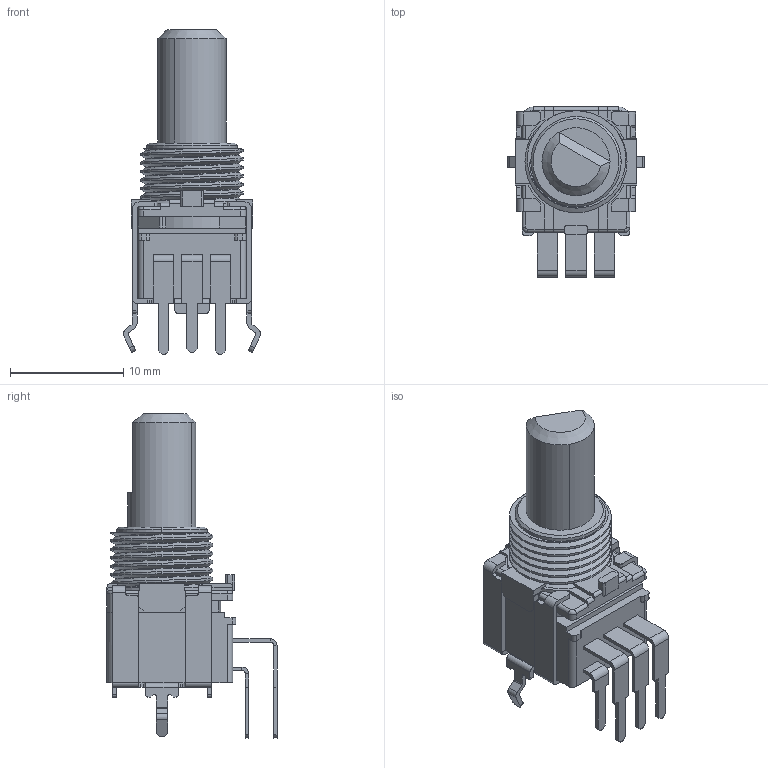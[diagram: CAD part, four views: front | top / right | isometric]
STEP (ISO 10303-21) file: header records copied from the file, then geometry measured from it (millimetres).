
FILE_DESCRIPTION (( 'STEP AP214' ), '1' );
FILE_NAME ('RK09L12-L15V.STEP', '2012-01-19T06:00:28', ( '' ), ( '' ), 'SwSTEP 2.0', 'SolidWorks 2010', '' );
FILE_SCHEMA (( 'AUTOMOTIVE_DESIGN' ));
Length unit declared in the file: millimetre
Products named in the file (1): RK09L12-L15V
Bounding box: 12.1 x 15 x 28.64 mm (x, y, z)
Volume: 1523.2 mm3; surface area: 1445.7 mm2
Topology: 1 solids, 1 shells, 444 faces, 1224 edges, 782 vertices
Faces by surface type: plane 280, cylinder 150, bspline 7, torus 4, cone 3
Entity records: 20996 total; most frequent: CARTESIAN_POINT 4810, ORIENTED_EDGE 2448, DIRECTION 2323, EDGE_CURVE 1224, LINE 875, VECTOR 875, VERTEX_POINT 782, AXIS2_PLACEMENT_3D 724
